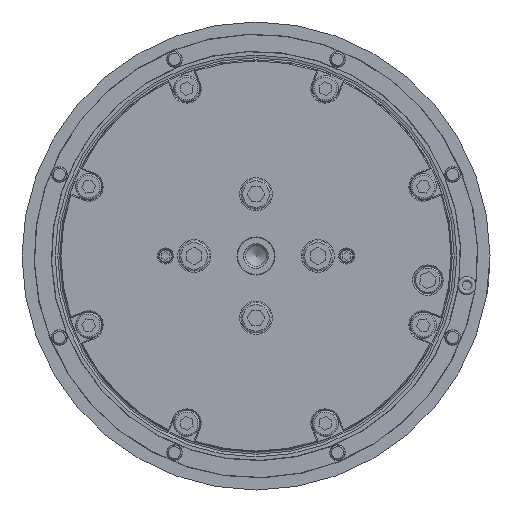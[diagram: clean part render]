
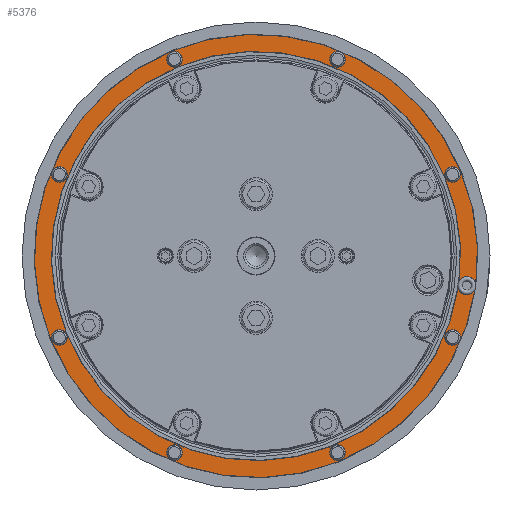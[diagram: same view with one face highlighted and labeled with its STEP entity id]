
A CAD part, front view. The second image highlights one B-rep face of the part: STEP entity #5376.
In plain terms, the highlighted planar face has unit normal (0, -1, 0).
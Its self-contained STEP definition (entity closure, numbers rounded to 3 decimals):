
#38 = EDGE_LOOP ( 'NONE', ( #16221, #19436, #18391, #5778 ) ) ;
#263 = CARTESIAN_POINT ( 'NONE',  ( 66.95, -11.6, -10.704 ) ) ;
#472 = DIRECTION ( 'NONE',  ( 0., 0., 1. ) ) ;
#475 = DIRECTION ( 'NONE',  ( 0., 1., 0. ) ) ;
#730 = CARTESIAN_POINT ( 'NONE',  ( 65.134, -11.6, 29.579 ) ) ;
#817 = VERTEX_POINT ( 'NONE', #13368 ) ;
#933 = AXIS2_PLACEMENT_3D ( 'NONE', #22912, #3318, #19194 ) ;
#955 = DIRECTION ( 'NONE',  ( 0., 0., 1. ) ) ;
#1660 = CARTESIAN_POINT ( 'NONE',  ( 65.134, -11.6, -24.379 ) ) ;
#1896 = ORIENTED_EDGE ( 'NONE', *, *, #12593, .F. ) ;
#2100 = CIRCLE ( 'NONE', #21151, 3. ) ;
#2313 = DIRECTION ( 'NONE',  ( 0., 0., 1. ) ) ;
#2528 = CARTESIAN_POINT ( 'NONE',  ( 69.814, -11.6, -9.812 ) ) ;
#2594 = CARTESIAN_POINT ( 'NONE',  ( 26.979, -11.6, -65.134 ) ) ;
#2668 = AXIS2_PLACEMENT_3D ( 'NONE', #11747, #6599, #13766 ) ;
#2705 = DIRECTION ( 'NONE',  ( 0., -1., 0. ) ) ;
#2971 = EDGE_CURVE ( 'NONE', #4614, #4614, #5412, .T. ) ;
#3037 = DIRECTION ( 'NONE',  ( 0., 0., 1. ) ) ;
#3318 = DIRECTION ( 'NONE',  ( 0., -1., 0. ) ) ;
#3343 = AXIS2_PLACEMENT_3D ( 'NONE', #14733, #16466, #2313 ) ;
#3541 = CARTESIAN_POINT ( 'NONE',  ( 67.307, -11.6, -8.164 ) ) ;
#3550 = EDGE_LOOP ( 'NONE', ( #14303 ) ) ;
#3568 = AXIS2_PLACEMENT_3D ( 'NONE', #18797, #15656, #3037 ) ;
#3617 = AXIS2_PLACEMENT_3D ( 'NONE', #7825, #14961, #7723 ) ;
#3753 = ORIENTED_EDGE ( 'NONE', *, *, #2971, .F. ) ;
#3758 = DIRECTION ( 'NONE',  ( 0., -1., 0. ) ) ;
#3886 = FACE_BOUND ( 'NONE', #17911, .T. ) ;
#4087 = AXIS2_PLACEMENT_3D ( 'NONE', #10260, #8520, #6727 ) ;
#4305 = CIRCLE ( 'NONE', #20701, 2.6 ) ;
#4492 = ORIENTED_EDGE ( 'NONE', *, *, #21639, .F. ) ;
#4548 = EDGE_LOOP ( 'NONE', ( #3753 ) ) ;
#4614 = VERTEX_POINT ( 'NONE', #14000 ) ;
#4624 = AXIS2_PLACEMENT_3D ( 'NONE', #12665, #3758, #472 ) ;
#4671 = EDGE_CURVE ( 'NONE', #14472, #14472, #18364, .T. ) ;
#5376 = ADVANCED_FACE ( 'NONE', ( #20199, #12779, #12668, #11670, #14767, #18783, #3886, #9167, #9500 ), #16489, .F. ) ;
#5398 = CARTESIAN_POINT ( 'NONE',  ( 26.979, -11.6, -62.534 ) ) ;
#5412 = CIRCLE ( 'NONE', #933, 2.6 ) ;
#5757 = VERTEX_POINT ( 'NONE', #730 ) ;
#5778 = ORIENTED_EDGE ( 'NONE', *, *, #20320, .F. ) ;
#5852 = DIRECTION ( 'NONE',  ( 0., -1., 0. ) ) ;
#5932 = CIRCLE ( 'NONE', #3343, 2.6 ) ;
#6493 = VERTEX_POINT ( 'NONE', #9915 ) ;
#6599 = DIRECTION ( 'NONE',  ( 0., 1., 0. ) ) ;
#6622 = EDGE_LOOP ( 'NONE', ( #21922 ) ) ;
#6727 = DIRECTION ( 'NONE',  ( 0., 0., 1. ) ) ;
#6923 = CIRCLE ( 'NONE', #3568, 2.6 ) ;
#7282 = DIRECTION ( 'NONE',  ( 0., 0., 1. ) ) ;
#7723 = DIRECTION ( 'NONE',  ( 0., 0., 1. ) ) ;
#7825 = CARTESIAN_POINT ( 'NONE',  ( 65.134, -11.6, 26.979 ) ) ;
#8443 = EDGE_CURVE ( 'NONE', #5757, #5757, #9250, .T. ) ;
#8520 = DIRECTION ( 'NONE',  ( 0., 1., 0. ) ) ;
#9167 = FACE_BOUND ( 'NONE', #19112, .T. ) ;
#9250 = CIRCLE ( 'NONE', #3617, 2.6 ) ;
#9496 = AXIS2_PLACEMENT_3D ( 'NONE', #2528, #12843, #16774 ) ;
#9500 = FACE_OUTER_BOUND ( 'NONE', #38, .T. ) ;
#9840 = AXIS2_PLACEMENT_3D ( 'NONE', #2594, #2705, #955 ) ;
#9915 = CARTESIAN_POINT ( 'NONE',  ( -26.979, -11.6, 67.734 ) ) ;
#9949 = DIRECTION ( 'NONE',  ( 0., 0., 1. ) ) ;
#10035 = VERTEX_POINT ( 'NONE', #3541 ) ;
#10123 = EDGE_CURVE ( 'NONE', #16399, #10035, #2100, .T. ) ;
#10260 = CARTESIAN_POINT ( 'NONE',  ( 0., -11.6, 0. ) ) ;
#11670 = FACE_BOUND ( 'NONE', #18603, .T. ) ;
#11721 = CIRCLE ( 'NONE', #4624, 2.6 ) ;
#11747 = CARTESIAN_POINT ( 'NONE',  ( 0., -11.6, 0. ) ) ;
#12200 = EDGE_CURVE ( 'NONE', #19757, #19757, #13958, .T. ) ;
#12544 = VERTEX_POINT ( 'NONE', #263 ) ;
#12593 = EDGE_CURVE ( 'NONE', #23036, #23036, #11721, .T. ) ;
#12665 = CARTESIAN_POINT ( 'NONE',  ( 65.134, -11.6, -26.979 ) ) ;
#12668 = FACE_BOUND ( 'NONE', #6622, .T. ) ;
#12772 = CIRCLE ( 'NONE', #2668, 73.4 ) ;
#12779 = FACE_BOUND ( 'NONE', #4548, .T. ) ;
#12784 = CARTESIAN_POINT ( 'NONE',  ( 69.814, -11.6, -9.812 ) ) ;
#12827 = CARTESIAN_POINT ( 'NONE',  ( 72.791, -11.6, -9.439 ) ) ;
#12843 = DIRECTION ( 'NONE',  ( 0., -1., 0. ) ) ;
#13242 = EDGE_CURVE ( 'NONE', #12544, #17425, #21772, .T. ) ;
#13368 = CARTESIAN_POINT ( 'NONE',  ( 26.979, -11.6, 67.734 ) ) ;
#13766 = DIRECTION ( 'NONE',  ( 0., 0., 1. ) ) ;
#13958 = CIRCLE ( 'NONE', #9840, 2.6 ) ;
#14000 = CARTESIAN_POINT ( 'NONE',  ( -26.979, -11.6, -62.534 ) ) ;
#14303 = ORIENTED_EDGE ( 'NONE', *, *, #12200, .F. ) ;
#14324 = CARTESIAN_POINT ( 'NONE',  ( -26.979, -11.6, 65.134 ) ) ;
#14393 = EDGE_CURVE ( 'NONE', #16274, #16274, #6923, .T. ) ;
#14472 = VERTEX_POINT ( 'NONE', #21642 ) ;
#14668 = AXIS2_PLACEMENT_3D ( 'NONE', #18131, #475, #9949 ) ;
#14733 = CARTESIAN_POINT ( 'NONE',  ( 26.979, -11.6, 65.134 ) ) ;
#14767 = FACE_BOUND ( 'NONE', #15987, .T. ) ;
#14961 = DIRECTION ( 'NONE',  ( 0., -1., 0. ) ) ;
#15656 = DIRECTION ( 'NONE',  ( 0., -1., 0. ) ) ;
#15661 = DIRECTION ( 'NONE',  ( 0., 0., 1. ) ) ;
#15987 = EDGE_LOOP ( 'NONE', ( #4492 ) ) ;
#16033 = CIRCLE ( 'NONE', #4087, 67.8 ) ;
#16221 = ORIENTED_EDGE ( 'NONE', *, *, #13242, .F. ) ;
#16274 = VERTEX_POINT ( 'NONE', #21195 ) ;
#16399 = VERTEX_POINT ( 'NONE', #12827 ) ;
#16466 = DIRECTION ( 'NONE',  ( 0., -1., 0. ) ) ;
#16489 = PLANE ( 'NONE',  #14668 ) ;
#16774 = DIRECTION ( 'NONE',  ( 0., 0., 1. ) ) ;
#17425 = VERTEX_POINT ( 'NONE', #21678 ) ;
#17496 = ORIENTED_EDGE ( 'NONE', *, *, #18935, .F. ) ;
#17911 = EDGE_LOOP ( 'NONE', ( #22929 ) ) ;
#18131 = CARTESIAN_POINT ( 'NONE',  ( 67.8, -11.6, 0. ) ) ;
#18333 = EDGE_CURVE ( 'NONE', #12544, #10035, #16033, .T. ) ;
#18364 = CIRCLE ( 'NONE', #21362, 2.6 ) ;
#18391 = ORIENTED_EDGE ( 'NONE', *, *, #10123, .F. ) ;
#18603 = EDGE_LOOP ( 'NONE', ( #19871 ) ) ;
#18783 = FACE_BOUND ( 'NONE', #19250, .T. ) ;
#18797 = CARTESIAN_POINT ( 'NONE',  ( -65.134, -11.6, -26.979 ) ) ;
#18935 = EDGE_CURVE ( 'NONE', #817, #817, #5932, .T. ) ;
#19112 = EDGE_LOOP ( 'NONE', ( #1896 ) ) ;
#19194 = DIRECTION ( 'NONE',  ( 0., 0., 1. ) ) ;
#19250 = EDGE_LOOP ( 'NONE', ( #17496 ) ) ;
#19436 = ORIENTED_EDGE ( 'NONE', *, *, #18333, .T. ) ;
#19757 = VERTEX_POINT ( 'NONE', #5398 ) ;
#19871 = ORIENTED_EDGE ( 'NONE', *, *, #4671, .F. ) ;
#20199 = FACE_BOUND ( 'NONE', #3550, .T. ) ;
#20320 = EDGE_CURVE ( 'NONE', #17425, #16399, #12772, .T. ) ;
#20701 = AXIS2_PLACEMENT_3D ( 'NONE', #14324, #21398, #23039 ) ;
#21023 = CARTESIAN_POINT ( 'NONE',  ( -65.134, -11.6, 26.979 ) ) ;
#21151 = AXIS2_PLACEMENT_3D ( 'NONE', #12784, #5852, #7282 ) ;
#21157 = DIRECTION ( 'NONE',  ( 0., -1., 0. ) ) ;
#21195 = CARTESIAN_POINT ( 'NONE',  ( -65.134, -11.6, -24.379 ) ) ;
#21362 = AXIS2_PLACEMENT_3D ( 'NONE', #21023, #21157, #15661 ) ;
#21398 = DIRECTION ( 'NONE',  ( 0., -1., 0. ) ) ;
#21639 = EDGE_CURVE ( 'NONE', #6493, #6493, #4305, .T. ) ;
#21642 = CARTESIAN_POINT ( 'NONE',  ( -65.134, -11.6, 29.579 ) ) ;
#21678 = CARTESIAN_POINT ( 'NONE',  ( 72.572, -11.6, -10.991 ) ) ;
#21772 = CIRCLE ( 'NONE', #9496, 3. ) ;
#21922 = ORIENTED_EDGE ( 'NONE', *, *, #14393, .F. ) ;
#22912 = CARTESIAN_POINT ( 'NONE',  ( -26.979, -11.6, -65.134 ) ) ;
#22929 = ORIENTED_EDGE ( 'NONE', *, *, #8443, .F. ) ;
#23036 = VERTEX_POINT ( 'NONE', #1660 ) ;
#23039 = DIRECTION ( 'NONE',  ( 0., 0., 1. ) ) ;
